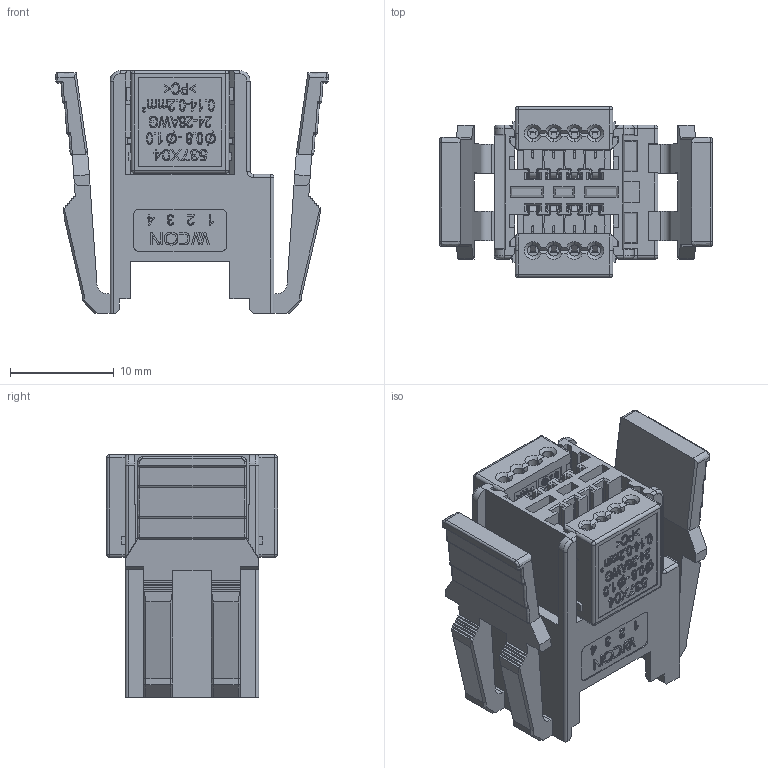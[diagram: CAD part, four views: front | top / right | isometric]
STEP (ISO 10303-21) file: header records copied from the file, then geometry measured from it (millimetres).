
FILE_DESCRIPTION( ('This file contains a STEP AP42 implementation' ,'as created by ZW3D STEP Interface translator.') ,'2;1' );
FILE_NAME( '5373-204SXXXXWX01W.stp' ,'2312 4.145453', (''), ('ZWCAD Software Co.'), 'Version 1.0', 'ZW3D to STEP translator', '' );
FILE_SCHEMA(('AUTOMOTIVE_DESIGN { 1 0 10303 214 1 1 1 1 }'));
Length unit declared in the file: millimetre
Products named in the file (2): 0; 5373-204SXXXXWX01X.stp111
Bounding box: 26.25 x 16.5 x 23.4 mm (x, y, z)
Volume: 2978.7 mm3; surface area: 6287.2 mm2
Topology: 1 solids, 1 shells, 4112 faces, 11434 edges, 7462 vertices
Faces by surface type: plane 2604, bspline 1310, cylinder 152, sphere 26, cone 20
Entity records: 146289 total; most frequent: CARTESIAN_POINT 44453, ORIENTED_EDGE 22876, DIRECTION 15794, EDGE_CURVE 11434, VECTOR 8352, LINE 8352, VERTEX_POINT 7462, EDGE_LOOP 4358
